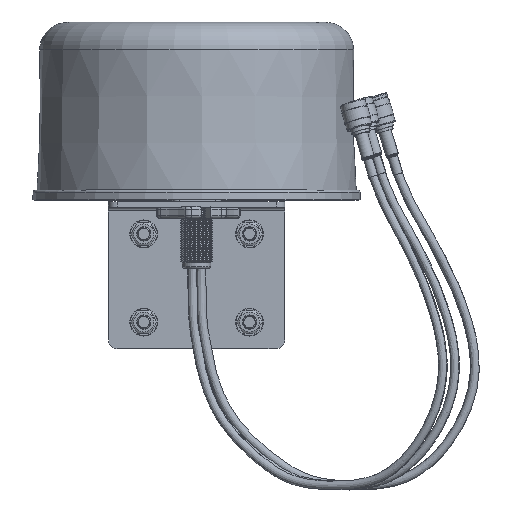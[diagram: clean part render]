
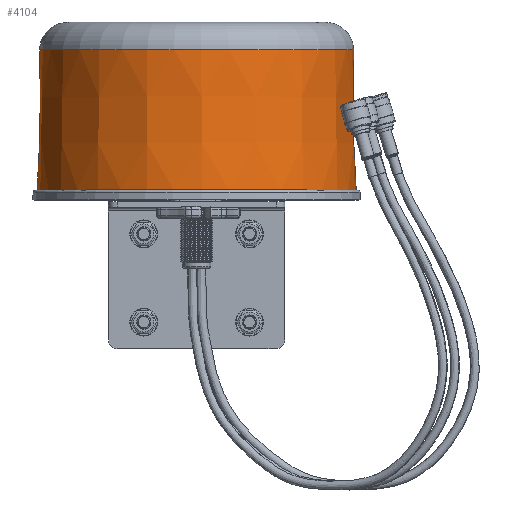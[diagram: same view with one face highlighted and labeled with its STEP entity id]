
A CAD part, top view. The second image highlights one B-rep face of the part: STEP entity #4104.
In plain terms, the highlighted conical face has half-angle 1 degrees and reference radius 90.487 mm.
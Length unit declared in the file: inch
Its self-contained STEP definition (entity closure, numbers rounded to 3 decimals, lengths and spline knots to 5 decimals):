
#599 = FACE_BOUND ( 'NONE', #5425, .T. ) ;
#673 = CARTESIAN_POINT ( 'NONE',  ( 0., -3.34691, 3.50788 ) ) ;
#2556 = EDGE_LOOP ( 'NONE', ( #3292 ) ) ;
#3175 = CARTESIAN_POINT ( 'NONE',  ( 0., -0.218, 0. ) ) ;
#3292 = ORIENTED_EDGE ( 'NONE', *, *, #11451, .T. ) ;
#4104 = ADVANCED_FACE ( 'NONE', ( #599, #19966 ), #9366, .T. ) ;
#4169 = CIRCLE ( 'NONE', #8541, 3.5625 ) ;
#4832 = DIRECTION ( 'NONE',  ( 0., 0., 1. ) ) ;
#5195 = AXIS2_PLACEMENT_3D ( 'NONE', #16202, #6651, #17884 ) ;
#5425 = EDGE_LOOP ( 'NONE', ( #13248 ) ) ;
#6651 = DIRECTION ( 'NONE',  ( 0., 1., 0. ) ) ;
#7727 = AXIS2_PLACEMENT_3D ( 'NONE', #10968, #12670, #12958 ) ;
#8541 = AXIS2_PLACEMENT_3D ( 'NONE', #3175, #14293, #4832 ) ;
#9366 = CONICAL_SURFACE ( 'NONE', #7727, 3.5625, 0.017 ) ;
#9565 = CARTESIAN_POINT ( 'NONE',  ( 0., -0.218, 3.5625 ) ) ;
#10968 = CARTESIAN_POINT ( 'NONE',  ( 0., -0.218, 0. ) ) ;
#11451 = EDGE_CURVE ( 'NONE', #12093, #12093, #4169, .T. ) ;
#12093 = VERTEX_POINT ( 'NONE', #9565 ) ;
#12670 = DIRECTION ( 'NONE',  ( 0., 1., 0. ) ) ;
#12938 = CIRCLE ( 'NONE', #5195, 3.50788 ) ;
#12958 = DIRECTION ( 'NONE',  ( 0., 0., -1. ) ) ;
#13248 = ORIENTED_EDGE ( 'NONE', *, *, #19051, .T. ) ;
#14293 = DIRECTION ( 'NONE',  ( 0., -1., 0. ) ) ;
#15569 = VERTEX_POINT ( 'NONE', #673 ) ;
#16202 = CARTESIAN_POINT ( 'NONE',  ( 0., -3.34691, 0. ) ) ;
#17884 = DIRECTION ( 'NONE',  ( 0., 0., 1. ) ) ;
#19051 = EDGE_CURVE ( 'NONE', #15569, #15569, #12938, .T. ) ;
#19966 = FACE_OUTER_BOUND ( 'NONE', #2556, .T. ) ;
